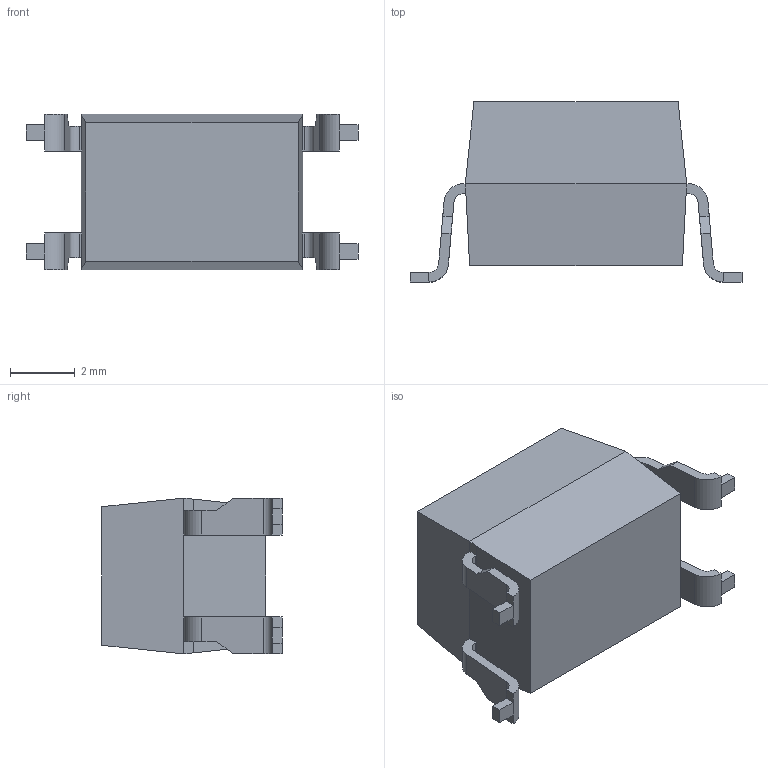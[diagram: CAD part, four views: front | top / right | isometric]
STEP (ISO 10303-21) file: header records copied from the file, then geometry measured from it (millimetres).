
FILE_DESCRIPTION (( 'STEP AP214' ), '1' );
FILE_NAME ('User Library-SOIC4-1.STEP', '2010-07-26T06:48:51', ( 'sysAdmin' ), ( 'SolidWorks' ), 'SwSTEP 2.0', 'SolidWorks 2010', '' );
FILE_SCHEMA (( 'AUTOMOTIVE_DESIGN' ));
Length unit declared in the file: inch
Products named in the file (1): User Library-SOIC4-1
Bounding box: 10.29 x 5.59 x 4.83 mm (x, y, z)
Volume: 158.6 mm3; surface area: 208.4 mm2
Topology: 1 solids, 1 shells, 94 faces, 244 edges, 152 vertices
Faces by surface type: plane 78, cylinder 16
Entity records: 3026 total; most frequent: CARTESIAN_POINT 491, ORIENTED_EDGE 488, DIRECTION 466, EDGE_CURVE 244, VECTOR 212, LINE 212, VERTEX_POINT 152, AXIS2_PLACEMENT_3D 127
